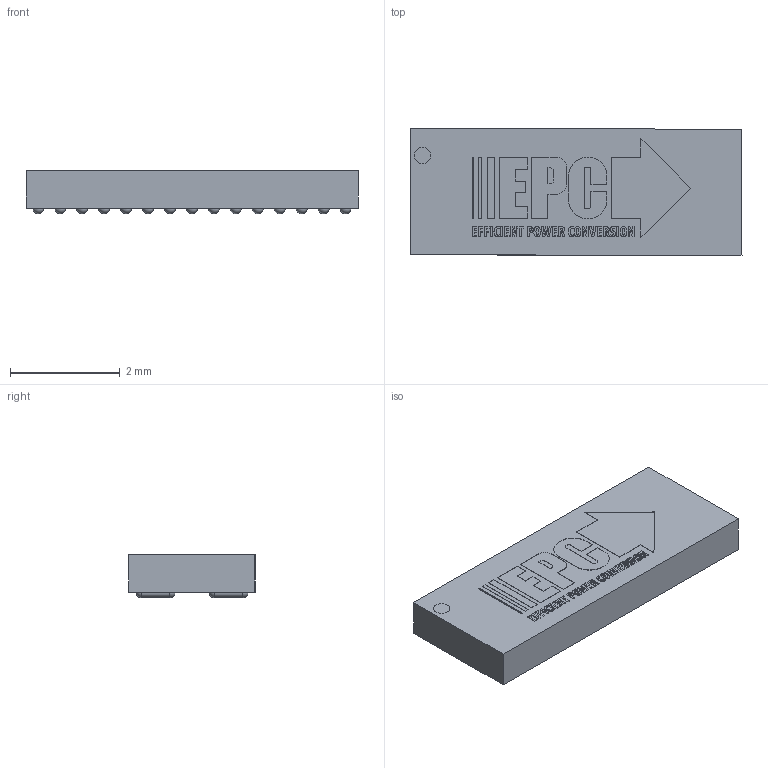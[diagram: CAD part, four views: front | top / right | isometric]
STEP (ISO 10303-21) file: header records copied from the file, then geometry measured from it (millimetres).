
FILE_DESCRIPTION(('FreeCAD Model'),'2;1');
FILE_NAME('Open CASCADE Shape Model','2023-11-27T14:56:46',(''),(''), 'Open CASCADE STEP processor 7.6','FreeCAD','Unknown');
FILE_SCHEMA(('AUTOMOTIVE_DESIGN { 1 0 10303 214 1 1 1 1 }'));
Length unit declared in the file: millimetre
Products named in the file (131): D0650; EPClogo4mm; Green008; Green001; Green002; Green003; Green004; Green005; Green006; Green007; Extrude024; Extrude; Extrude001; Extrude002; Extrude003; Extrude004; Extrude005; Extrude006; Extrude007; Extrude008; Extrude009; Extrude010; Extrude011; Extrude012; Extrude013; Extrude014; Extrude015; Extrude016; Extrude017; Extrude018; Extrude019; Extrude020; Extrude021; Extrude022; Extrude023; 5598217296; Cylinder; 7815948512; Cylinder001; 7815938272 ...
Assembly tree (218 placements, depth 4):
  D0650
    EPClogo4mm
      Green008
        Green001
        Green002
        Green003
        Green004
        Green005
        Green006
        Green007
      Extrude024
        Extrude
        Extrude001
        Extrude002
        Extrude003
        Extrude004
        Extrude005
        Extrude006
        Extrude007
        Extrude008
        Extrude009
        Extrude010
        Extrude011
        Extrude012
        Extrude013
        Extrude014
        Extrude015
        Extrude016
        Extrude017
        Extrude018
        Extrude019
        Extrude020
        Extrude021
        Extrude022
        Extrude023
    5598217296
      Cylinder
    7815948512
      Cylinder001
    7815938272
      Sphere
    7815938272001
      Sphere
    7815938272002
      Sphere
    7815938272003
      Sphere
    7815948512001
      Cylinder001
    7815938272004
      Sphere
    7815938272005
      Sphere
    7815948512002
      Cylinder001
    7815938272006
      Sphere
    7815938272007
      Sphere
    7815948512003
Bounding box: 6.05 x 2.31 x 0.79 mm (x, y, z)
Volume: 10.3 mm3; surface area: 65.8 mm2
Topology: 123 solids, 123 shells, 643 faces, 1551 edges, 1034 vertices
Faces by surface type: plane 296, bspline 152, extrusion 104, sphere 60, cylinder 31
Full cylindrical faces by diameter (mm): 0.2 x30, 0.3 x1
Entity records: 19447 total; most frequent: CARTESIAN_POINT 4663, ORIENTED_EDGE 2568, DIRECTION 1690, EDGE_CURVE 1284, VERTEX_POINT 857, VECTOR 762, B_SPLINE_CURVE_WITH_KNOTS 726, LINE 658
